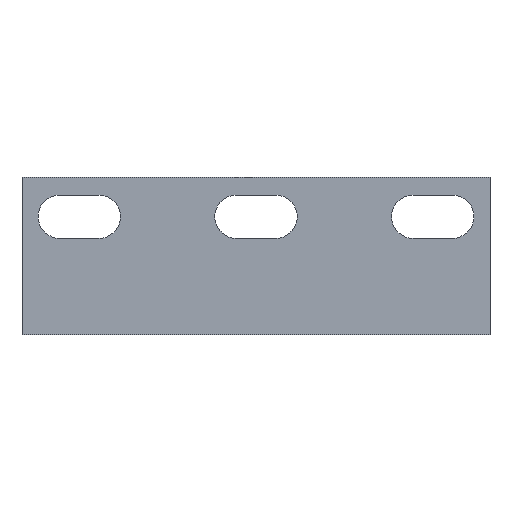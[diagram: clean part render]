
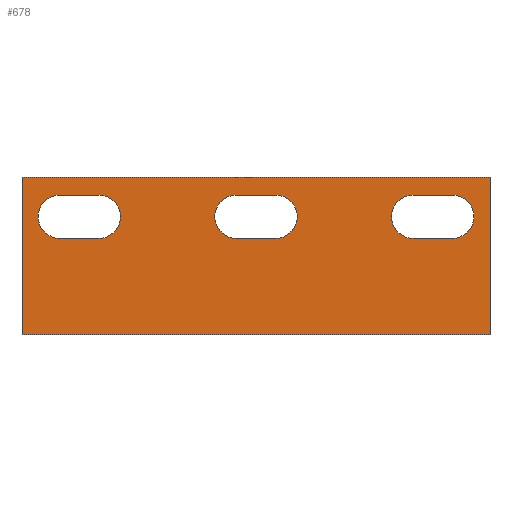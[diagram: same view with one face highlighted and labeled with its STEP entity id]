
A CAD part, front view. The second image highlights one B-rep face of the part: STEP entity #678.
In plain terms, the highlighted planar face has unit normal (0, -1, 0).
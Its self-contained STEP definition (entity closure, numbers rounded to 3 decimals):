
#16=FACE_BOUND($,#106,.T.);
#17=FACE_BOUND($,#107,.T.);
#18=FACE_BOUND($,#108,.T.);
#19=FACE_BOUND($,#109,.T.);
#42=PLANE($,#737);
#106=EDGE_LOOP($,(#548,#549,#550,#551));
#107=EDGE_LOOP($,(#552,#553,#554,#555));
#108=EDGE_LOOP($,(#556,#557,#558,#559));
#109=EDGE_LOOP($,(#560,#561,#562,#563));
#122=LINE($,#934,#188);
#126=LINE($,#945,#192);
#130=LINE($,#958,#196);
#134=LINE($,#969,#200);
#136=LINE($,#974,#202);
#141=LINE($,#988,#207);
#148=LINE($,#1007,#214);
#178=LINE($,#1089,#244);
#179=LINE($,#1092,#245);
#180=LINE($,#1093,#246);
#188=VECTOR($,#754,5.);
#192=VECTOR($,#766,5.);
#196=VECTOR($,#778,5.);
#200=VECTOR($,#790,5.);
#202=VECTOR($,#794,5.);
#207=VECTOR($,#807,5.);
#214=VECTOR($,#824,59.6);
#244=VECTOR($,#904,20.);
#245=VECTOR($,#907,59.6);
#246=VECTOR($,#908,20.);
#252=CIRCLE($,#687,2.75);
#254=CIRCLE($,#691,2.75);
#256=CIRCLE($,#695,2.75);
#258=CIRCLE($,#699,2.75);
#260=CIRCLE($,#704,2.75);
#262=CIRCLE($,#708,2.75);
#276=VERTEX_POINT($,#924);
#277=VERTEX_POINT($,#925);
#280=VERTEX_POINT($,#933);
#282=VERTEX_POINT($,#939);
#284=VERTEX_POINT($,#948);
#285=VERTEX_POINT($,#949);
#288=VERTEX_POINT($,#957);
#290=VERTEX_POINT($,#963);
#292=VERTEX_POINT($,#972);
#293=VERTEX_POINT($,#973);
#296=VERTEX_POINT($,#981);
#298=VERTEX_POINT($,#987);
#304=VERTEX_POINT($,#1005);
#305=VERTEX_POINT($,#1006);
#331=VERTEX_POINT($,#1084);
#333=VERTEX_POINT($,#1091);
#336=EDGE_CURVE($,#276,#277,#252,.T.);
#340=EDGE_CURVE($,#277,#280,#122,.T.);
#343=EDGE_CURVE($,#280,#282,#254,.T.);
#346=EDGE_CURVE($,#282,#276,#126,.T.);
#348=EDGE_CURVE($,#284,#285,#256,.T.);
#352=EDGE_CURVE($,#285,#288,#130,.T.);
#355=EDGE_CURVE($,#288,#290,#258,.T.);
#358=EDGE_CURVE($,#290,#284,#134,.T.);
#360=EDGE_CURVE($,#292,#293,#136,.T.);
#364=EDGE_CURVE($,#296,#292,#260,.T.);
#367=EDGE_CURVE($,#298,#296,#141,.T.);
#370=EDGE_CURVE($,#293,#298,#262,.T.);
#376=EDGE_CURVE($,#304,#305,#148,.T.);
#418=EDGE_CURVE($,#331,#305,#178,.T.);
#419=EDGE_CURVE($,#331,#333,#179,.T.);
#420=EDGE_CURVE($,#333,#304,#180,.T.);
#548=ORIENTED_EDGE($,*,*,#336,.T.);
#549=ORIENTED_EDGE($,*,*,#340,.T.);
#550=ORIENTED_EDGE($,*,*,#343,.T.);
#551=ORIENTED_EDGE($,*,*,#346,.T.);
#552=ORIENTED_EDGE($,*,*,#348,.T.);
#553=ORIENTED_EDGE($,*,*,#352,.T.);
#554=ORIENTED_EDGE($,*,*,#355,.T.);
#555=ORIENTED_EDGE($,*,*,#358,.T.);
#556=ORIENTED_EDGE($,*,*,#360,.T.);
#557=ORIENTED_EDGE($,*,*,#370,.T.);
#558=ORIENTED_EDGE($,*,*,#367,.T.);
#559=ORIENTED_EDGE($,*,*,#364,.T.);
#560=ORIENTED_EDGE($,*,*,#419,.F.);
#561=ORIENTED_EDGE($,*,*,#418,.T.);
#562=ORIENTED_EDGE($,*,*,#376,.F.);
#563=ORIENTED_EDGE($,*,*,#420,.F.);
#678=ADVANCED_FACE($,(#16,#17,#18,#19),#42,.T.);
#687=AXIS2_PLACEMENT_3D($,#926,#746,#747);
#691=AXIS2_PLACEMENT_3D($,#940,#759,#760);
#695=AXIS2_PLACEMENT_3D($,#950,#770,#771);
#699=AXIS2_PLACEMENT_3D($,#964,#783,#784);
#704=AXIS2_PLACEMENT_3D($,#982,#800,#801);
#708=AXIS2_PLACEMENT_3D($,#993,#812,#813);
#737=AXIS2_PLACEMENT_3D($,#1090,#905,#906);
#746=DIRECTION('center_axis',(0.,1.,0.));
#747=DIRECTION('ref_axis',(0.,0.,-1.));
#754=DIRECTION($,(1.,0.,0.));
#759=DIRECTION('center_axis',(0.,1.,0.));
#760=DIRECTION('ref_axis',(0.,0.,1.));
#766=DIRECTION($,(-1.,0.,0.));
#770=DIRECTION('center_axis',(0.,1.,0.));
#771=DIRECTION('ref_axis',(0.,0.,-1.));
#778=DIRECTION($,(1.,0.,0.));
#783=DIRECTION('center_axis',(0.,1.,0.));
#784=DIRECTION('ref_axis',(0.,0.,1.));
#790=DIRECTION($,(-1.,0.,0.));
#794=DIRECTION($,(-1.,0.,0.));
#800=DIRECTION('center_axis',(0.,1.,0.));
#801=DIRECTION('ref_axis',(0.,0.,1.));
#807=DIRECTION($,(1.,0.,0.));
#812=DIRECTION('center_axis',(0.,1.,0.));
#813=DIRECTION('ref_axis',(0.,0.,-1.));
#824=DIRECTION($,(1.,0.,0.));
#904=DIRECTION($,(0.,0.,1.));
#905=DIRECTION('center_axis',(0.,-1.,0.));
#906=DIRECTION('ref_axis',(1.,0.,0.));
#907=DIRECTION($,(-1.,0.,0.));
#908=DIRECTION($,(0.,0.,1.));
#924=CARTESIAN_POINT('',(-25.,-10.,12.25));
#925=CARTESIAN_POINT('',(-25.,-10.,17.75));
#926=CARTESIAN_POINT('Origin',(-25.,-10.,15.));
#933=CARTESIAN_POINT('',(-20.,-10.,17.75));
#934=CARTESIAN_POINT($,(-24.9,-10.,17.75));
#939=CARTESIAN_POINT('',(-20.,-10.,12.25));
#940=CARTESIAN_POINT('Origin',(-20.,-10.,15.));
#945=CARTESIAN_POINT($,(-27.4,-10.,12.25));
#948=CARTESIAN_POINT('',(20.,-10.,12.25));
#949=CARTESIAN_POINT('',(20.,-10.,17.75));
#950=CARTESIAN_POINT('Origin',(20.,-10.,15.));
#957=CARTESIAN_POINT('',(25.,-10.,17.75));
#958=CARTESIAN_POINT($,(-2.4,-10.,17.75));
#963=CARTESIAN_POINT('',(25.,-10.,12.25));
#964=CARTESIAN_POINT('Origin',(25.,-10.,15.));
#969=CARTESIAN_POINT($,(-4.9,-10.,12.25));
#972=CARTESIAN_POINT('',(2.5,-10.,12.25));
#973=CARTESIAN_POINT('',(-2.5,-10.,12.25));
#974=CARTESIAN_POINT($,(-16.15,-10.,12.25));
#981=CARTESIAN_POINT('',(2.5,-10.,17.75));
#982=CARTESIAN_POINT('Origin',(2.5,-10.,15.));
#987=CARTESIAN_POINT('',(-2.5,-10.,17.75));
#988=CARTESIAN_POINT($,(-13.65,-10.,17.75));
#993=CARTESIAN_POINT('Origin',(-2.5,-10.,15.));
#1005=CARTESIAN_POINT('',(-29.8,-10.,20.));
#1006=CARTESIAN_POINT('',(29.8,-10.,20.));
#1007=CARTESIAN_POINT($,(-29.8,-10.,20.));
#1084=CARTESIAN_POINT('',(29.8,-10.,0.));
#1089=CARTESIAN_POINT($,(29.8,-10.,0.));
#1090=CARTESIAN_POINT('Origin',(-29.8,-10.,0.));
#1091=CARTESIAN_POINT('',(-29.8,-10.,0.));
#1092=CARTESIAN_POINT($,(29.8,-10.,0.));
#1093=CARTESIAN_POINT($,(-29.8,-10.,0.));
